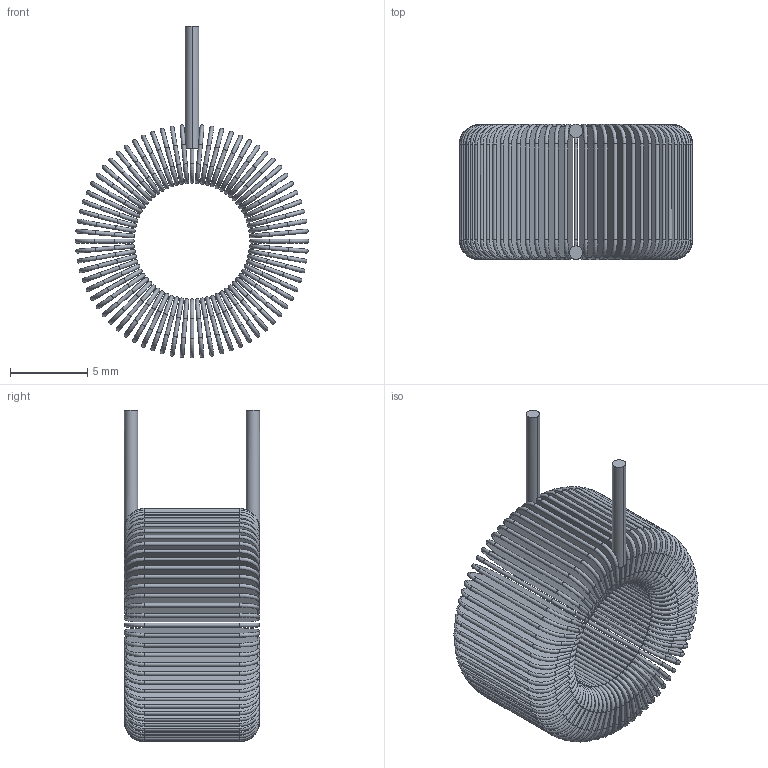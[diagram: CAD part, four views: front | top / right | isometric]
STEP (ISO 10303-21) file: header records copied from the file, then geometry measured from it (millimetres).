
FILE_DESCRIPTION((''),'2;1');
FILE_NAME('2000-6R8-V-RC','2012-08-10T',('ryans'),('Bourns, Inc.'),'PRO/ENGINEER BY PARAMETRIC TECHNOLOGY CORPORATION, 2010100','PRO/ENGINEER BY PARAMETRIC TECHNOLOGY CORPORATION, 2010100','');
FILE_SCHEMA(('CONFIG_CONTROL_DESIGN'));
Length unit declared in the file: inch
Products named in the file (1): 2000-6R8-V-RC
Bounding box: 15.09 x 8.74 x 21.44 mm (x, y, z)
Volume: 580.9 mm3; surface area: 4871.4 mm2
Topology: 70 solids, 70 shells, 730 faces, 1766 edges, 1176 vertices
Faces by surface type: cylinder 292, torus 288, plane 150
Entity records: 21958 total; most frequent: DIRECTION 4384, CARTESIAN_POINT 3732, ORIENTED_EDGE 3532, AXIS2_PLACEMENT_3D 1896, EDGE_CURVE 1766, VERTEX_POINT 1176, CIRCLE 1166, EDGE_LOOP 734
